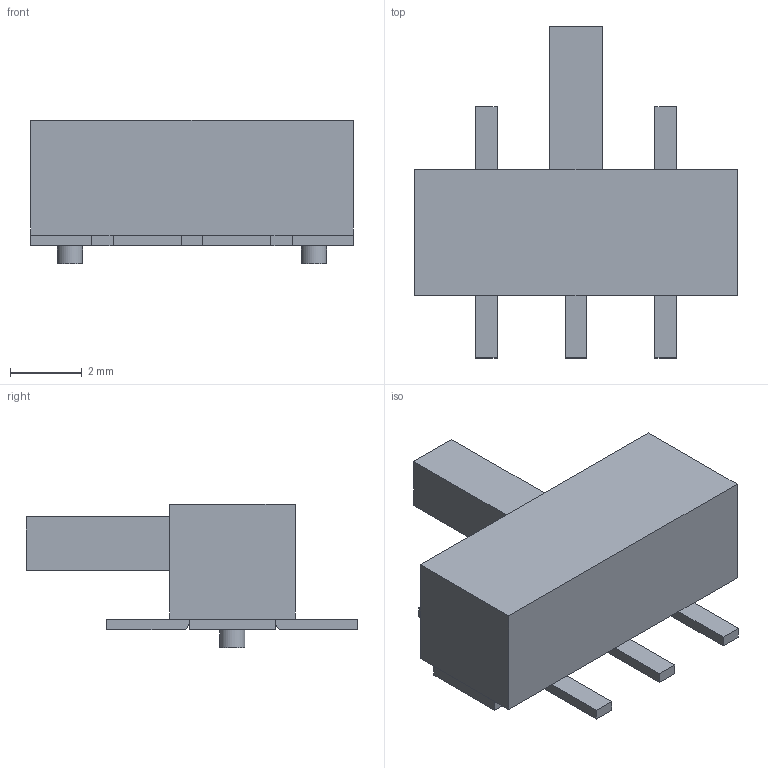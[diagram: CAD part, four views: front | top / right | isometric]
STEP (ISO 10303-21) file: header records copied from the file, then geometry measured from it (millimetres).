
FILE_DESCRIPTION(('HOOPS Exchange Step'),'2;1');
FILE_NAME('temp_export','2023-10-18T09:56:26+08:00',('lyan'),('Shapr3D Limited'),'HOOPS Exchange 2022.2','Shapr3D','Authorized');
FILE_SCHEMA( ('AUTOMOTIVE_DESIGN { 1 0 10303 214 1 1 1 1 }') );
Length unit declared in the file: millimetre
Products named in the file (3): 3; SW_STDT_K3_2336S-F1-3d.step; root
Assembly tree (2 placements, depth 3):
  root
    SW_STDT_K3_2336S-F1-3d.step
      3
Bounding box: 9 x 9.25 x 4 mm (x, y, z)
Volume: 119.3 mm3; surface area: 247.9 mm2
Topology: 8 solids, 8 shells, 93 faces, 226 edges, 152 vertices
Faces by surface type: plane 67, cylinder 26
Full cylindrical faces by diameter (mm): 0.7 x2
Entity records: 2809 total; most frequent: CARTESIAN_POINT 474, DIRECTION 474, ORIENTED_EDGE 452, EDGE_CURVE 226, VECTOR 170, LINE 170, AXIS2_PLACEMENT_3D 152, VERTEX_POINT 152
